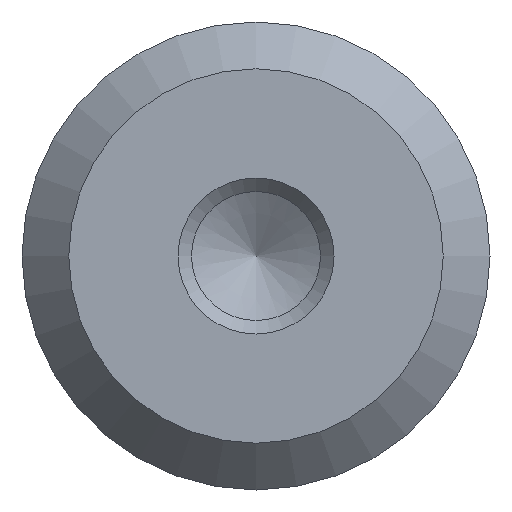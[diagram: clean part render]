
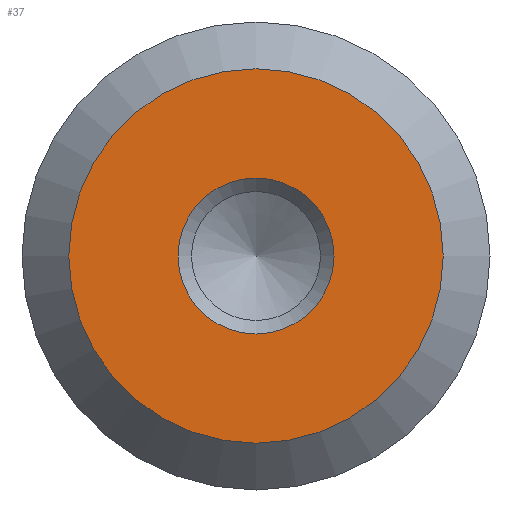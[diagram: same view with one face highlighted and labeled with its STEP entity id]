
A CAD part, front view. The second image highlights one B-rep face of the part: STEP entity #37.
In plain terms, the highlighted planar face has unit normal (0, -1, 0).
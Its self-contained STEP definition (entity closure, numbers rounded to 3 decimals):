
#37 = ADVANCED_FACE( '', ( #75, #76 ), #77, .F. );
#75 = FACE_BOUND( '', #117, .T. );
#76 = FACE_OUTER_BOUND( '', #118, .T. );
#77 = PLANE( '', #119 );
#117 = EDGE_LOOP( '', ( #157 ) );
#118 = EDGE_LOOP( '', ( #158 ) );
#119 = AXIS2_PLACEMENT_3D( '', #159, #160, #161 );
#157 = ORIENTED_EDGE( '', *, *, #204, .F. );
#158 = ORIENTED_EDGE( '', *, *, #205, .T. );
#159 = CARTESIAN_POINT( '', ( 6., 0., 0. ) );
#160 = DIRECTION( '', ( 0., 1., 0. ) );
#161 = DIRECTION( '', ( 0., 0., 1. ) );
#204 = EDGE_CURVE( '', #225, #225, #226, .T. );
#205 = EDGE_CURVE( '', #227, #227, #228, .T. );
#225 = VERTEX_POINT( '', #250 );
#226 = CIRCLE( '', #251, 2.5 );
#227 = VERTEX_POINT( '', #252 );
#228 = CIRCLE( '', #253, 6. );
#250 = CARTESIAN_POINT( '', ( 0., 0., -2.5 ) );
#251 = AXIS2_PLACEMENT_3D( '', #275, #276, #277 );
#252 = CARTESIAN_POINT( '', ( 0., 0., -6. ) );
#253 = AXIS2_PLACEMENT_3D( '', #278, #279, #280 );
#275 = CARTESIAN_POINT( '', ( 0., 0., 0. ) );
#276 = DIRECTION( '', ( 0., -1., 0. ) );
#277 = DIRECTION( '', ( 0., 0., -1. ) );
#278 = CARTESIAN_POINT( '', ( 0., 0., 0. ) );
#279 = DIRECTION( '', ( 0., -1., 0. ) );
#280 = DIRECTION( '', ( 0., 0., -1. ) );
